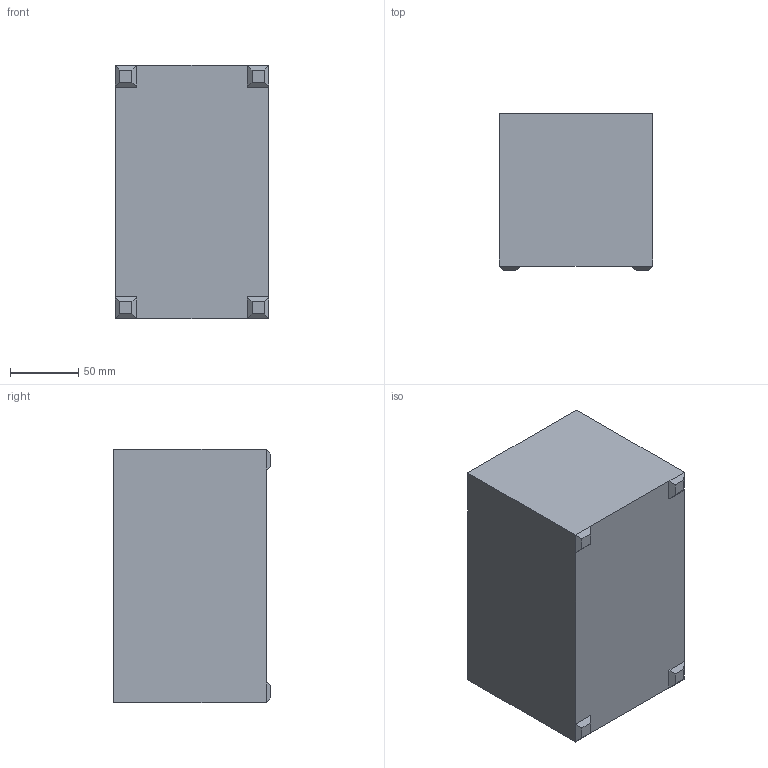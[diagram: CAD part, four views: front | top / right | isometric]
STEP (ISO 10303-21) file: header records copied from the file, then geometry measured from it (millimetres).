
FILE_DESCRIPTION (( 'STEP AP203' ), '1' );
FILE_NAME ('Housing.STEP', '2023-02-22T16:48:38', ( '' ), ( '' ), 'SwSTEP 2.0', 'SolidWorks 2018', '' );
FILE_SCHEMA (( 'CONFIG_CONTROL_DESIGN' ));
Length unit declared in the file: millimetre
Products named in the file (1): Housing
Bounding box: 113 x 115 x 186 mm (x, y, z)
Volume: 279229.6 mm3; surface area: 173561.9 mm2
Topology: 1 solids, 1 shells, 47 faces, 120 edges, 76 vertices
Faces by surface type: plane 47
Entity records: 1455 total; most frequent: CARTESIAN_POINT 244, ORIENTED_EDGE 240, DIRECTION 216, EDGE_CURVE 120, LINE 120, VECTOR 120, VERTEX_POINT 76, EDGE_LOOP 48
